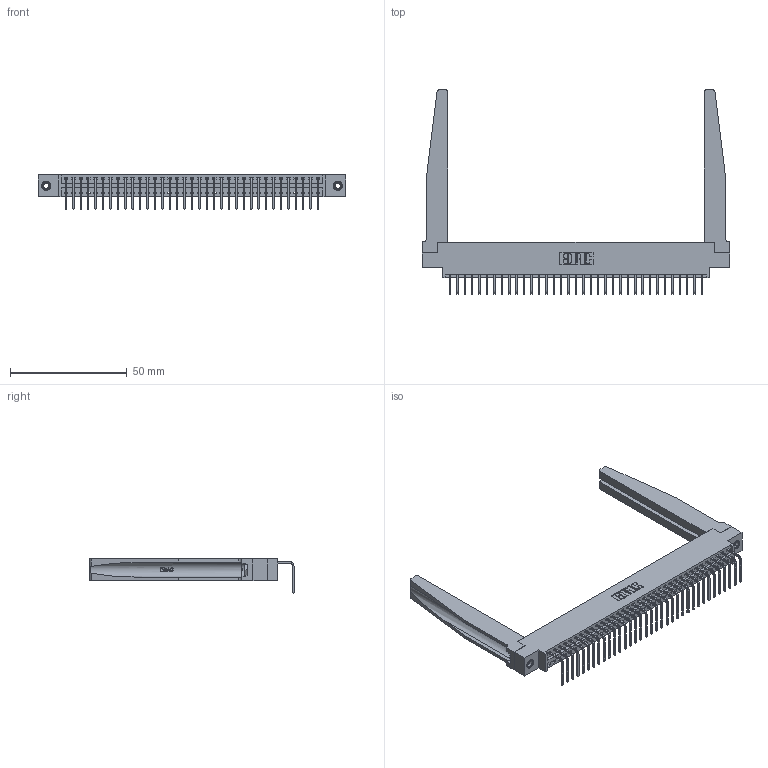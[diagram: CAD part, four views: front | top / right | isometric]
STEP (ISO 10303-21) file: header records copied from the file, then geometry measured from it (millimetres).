
FILE_DESCRIPTION (( 'STEP AP203' ), '1' );
FILE_NAME ('396-035-558-678.STEP', '2019-11-01T07:22:27', ( '' ), ( '' ), 'SwSTEP 2.0', 'SolidWorks 2016', '' );
FILE_SCHEMA (( 'CONFIG_CONTROL_DESIGN' ));
Length unit declared in the file: inch
Products named in the file (5): 345-250-001_345-250-001-102; 396-035-558-678; 346 Part_0.170 Offset - 0.156 Dia-TH; 345-292-001_558 Tail - 2; 346-220-078_345-220-078
Assembly tree (40 placements, depth 2):
  396-035-558-678
    346 Part_0.170 Offset - 0.156 Dia-TH
    345-292-001_558 Tail - 2  x35
    346-220-078_345-220-078  x2
    345-250-001_345-250-001-102  x2
Bounding box: 131.7 x 87.44 x 14.73 mm (x, y, z)
Volume: 19429.1 mm3; surface area: 22969.3 mm2
Topology: 40 solids, 40 shells, 2460 faces, 7319 edges, 4822 vertices
Faces by surface type: plane 1692, cylinder 716, bspline 36, cone 12, torus 4
Entity records: 27628 total; most frequent: CARTESIAN_POINT 5652, ORIENTED_EDGE 4510, DIRECTION 3979, EDGE_CURVE 2255, LINE 1889, VECTOR 1889, VERTEX_POINT 1496, AXIS2_PLACEMENT_3D 1045
